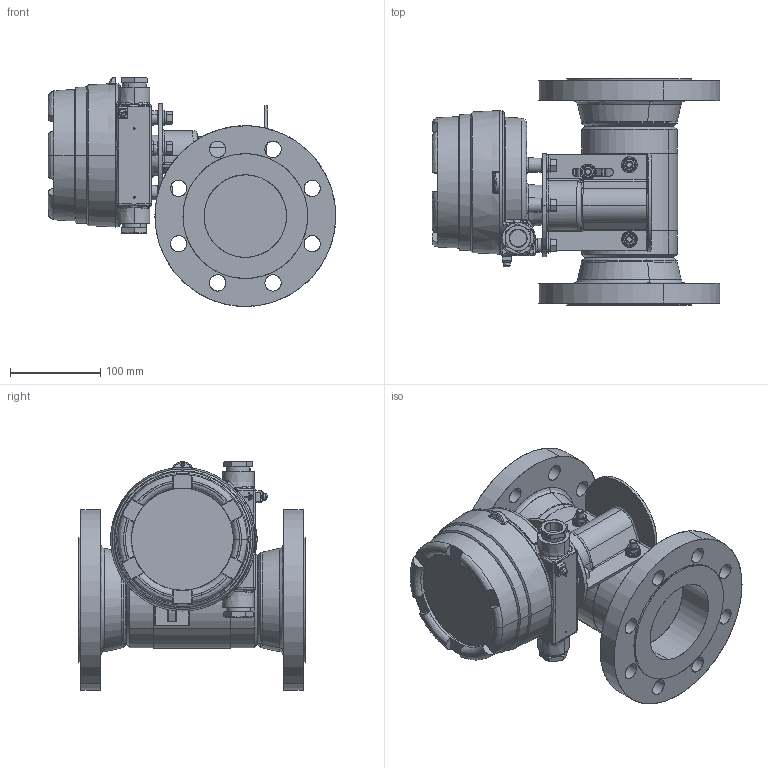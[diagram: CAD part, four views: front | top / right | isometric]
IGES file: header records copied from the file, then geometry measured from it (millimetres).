
Start section: SolidWorks IGES file using analytic representation for surfaces
Global section: file name: 3809G-A-15-J-3-B-0.IGS; native system: SolidWorks 2020; preprocessor: SolidWorks 2020; author: CRaksin; date: 220307.100309; units: inch
Bounding box: 318 x 250 x 253.28 mm (x, y, z)
Surface area: 667835.4 mm2 (no closed solid volume)
Topology: 0 solids, 0 shells, 1267 faces, 21488 edges, 21424 vertices
Faces by surface type: revolution 695, bspline 572
